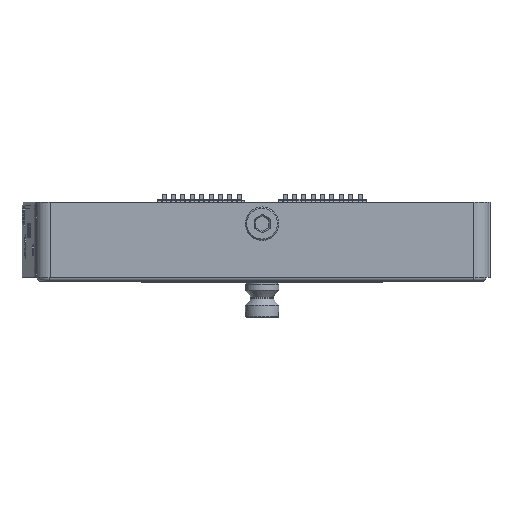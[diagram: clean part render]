
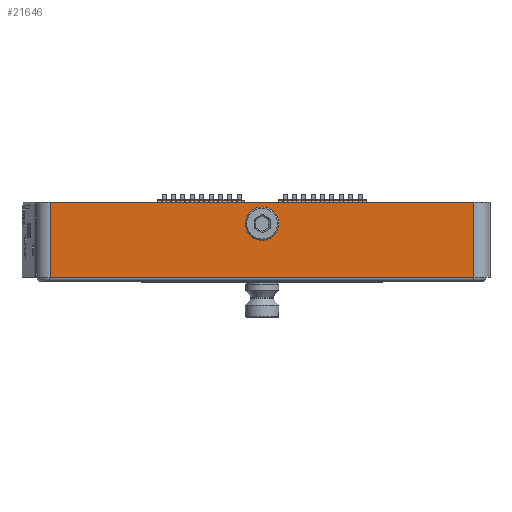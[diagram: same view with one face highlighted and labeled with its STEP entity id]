
A CAD part, left-side view. The second image highlights one B-rep face of the part: STEP entity #21646.
In plain terms, the highlighted planar face has unit normal (-1, 0, 0).
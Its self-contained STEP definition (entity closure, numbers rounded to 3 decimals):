
#1121 = DIRECTION ( 'NONE',  ( 0., 0., 1. ) ) ;
#1640 = CARTESIAN_POINT ( 'NONE',  ( -86., 83.5, -8.25 ) ) ;
#2135 = DIRECTION ( 'NONE',  ( 0., 0., 1. ) ) ;
#2821 = DIRECTION ( 'NONE',  ( 0., -1., 0. ) ) ;
#4915 = LINE ( 'NONE', #38256, #13783 ) ;
#5046 = AXIS2_PLACEMENT_3D ( 'NONE', #38263, #18198, #41660 ) ;
#5790 = DIRECTION ( 'NONE',  ( 0., 0., 1. ) ) ;
#9601 = EDGE_CURVE ( 'NONE', #17437, #41151, #32132, .T. ) ;
#10760 = VECTOR ( 'NONE', #1121, 1000. ) ;
#12723 = EDGE_CURVE ( 'NONE', #17437, #41900, #42965, .T. ) ;
#13783 = VECTOR ( 'NONE', #41654, 1000. ) ;
#14538 = ORIENTED_EDGE ( 'NONE', *, *, #41002, .F. ) ;
#15791 = ORIENTED_EDGE ( 'NONE', *, *, #39848, .T. ) ;
#17119 = FACE_OUTER_BOUND ( 'NONE', #26108, .T. ) ;
#17437 = VERTEX_POINT ( 'NONE', #1640 ) ;
#17859 = AXIS2_PLACEMENT_3D ( 'NONE', #42180, #22108, #2135 ) ;
#18198 = DIRECTION ( 'NONE',  ( 1., 0., 0. ) ) ;
#18291 = EDGE_LOOP ( 'NONE', ( #28805 ) ) ;
#18542 = ORIENTED_EDGE ( 'NONE', *, *, #9601, .F. ) ;
#18857 = CARTESIAN_POINT ( 'NONE',  ( -86., 47.125, 1.75 ) ) ;
#19938 = ORIENTED_EDGE ( 'NONE', *, *, #12723, .T. ) ;
#21646 = ADVANCED_FACE ( 'NONE', ( #42767, #17119 ), #42036, .T. ) ;
#22108 = DIRECTION ( 'NONE',  ( -1., 0., 0. ) ) ;
#22825 = CARTESIAN_POINT ( 'NONE',  ( -86., 4.5, -8.25 ) ) ;
#25185 = VECTOR ( 'NONE', #2821, 1000. ) ;
#25798 = CARTESIAN_POINT ( 'NONE',  ( -86., 83.5, -8.25 ) ) ;
#26108 = EDGE_LOOP ( 'NONE', ( #15791, #14538, #18542, #19938 ) ) ;
#26256 = CARTESIAN_POINT ( 'NONE',  ( -86., 83.5, 5.75 ) ) ;
#26793 = CARTESIAN_POINT ( 'NONE',  ( -86., 4.5, -8.25 ) ) ;
#28805 = ORIENTED_EDGE ( 'NONE', *, *, #31114, .T. ) ;
#29735 = VERTEX_POINT ( 'NONE', #18857 ) ;
#29770 = CIRCLE ( 'NONE', #5046, 3.125 ) ;
#31088 = VECTOR ( 'NONE', #5790, 1000. ) ;
#31114 = EDGE_CURVE ( 'NONE', #29735, #29735, #29770, .T. ) ;
#32132 = LINE ( 'NONE', #25798, #31088 ) ;
#35490 = VERTEX_POINT ( 'NONE', #41380 ) ;
#36413 = LINE ( 'NONE', #41180, #10760 ) ;
#38256 = CARTESIAN_POINT ( 'NONE',  ( -86., 4.5, 5.75 ) ) ;
#38263 = CARTESIAN_POINT ( 'NONE',  ( -86., 44., 1.75 ) ) ;
#39848 = EDGE_CURVE ( 'NONE', #41900, #35490, #36413, .T. ) ;
#41002 = EDGE_CURVE ( 'NONE', #41151, #35490, #4915, .T. ) ;
#41151 = VERTEX_POINT ( 'NONE', #26256 ) ;
#41180 = CARTESIAN_POINT ( 'NONE',  ( -86., 4.5, -8.25 ) ) ;
#41380 = CARTESIAN_POINT ( 'NONE',  ( -86., 4.5, 5.75 ) ) ;
#41654 = DIRECTION ( 'NONE',  ( 0., -1., 0. ) ) ;
#41660 = DIRECTION ( 'NONE',  ( 0., 1., 0. ) ) ;
#41900 = VERTEX_POINT ( 'NONE', #26793 ) ;
#42036 = PLANE ( 'NONE',  #17859 ) ;
#42180 = CARTESIAN_POINT ( 'NONE',  ( -86., 4.5, -8.25 ) ) ;
#42767 = FACE_BOUND ( 'NONE', #18291, .T. ) ;
#42965 = LINE ( 'NONE', #22825, #25185 ) ;
